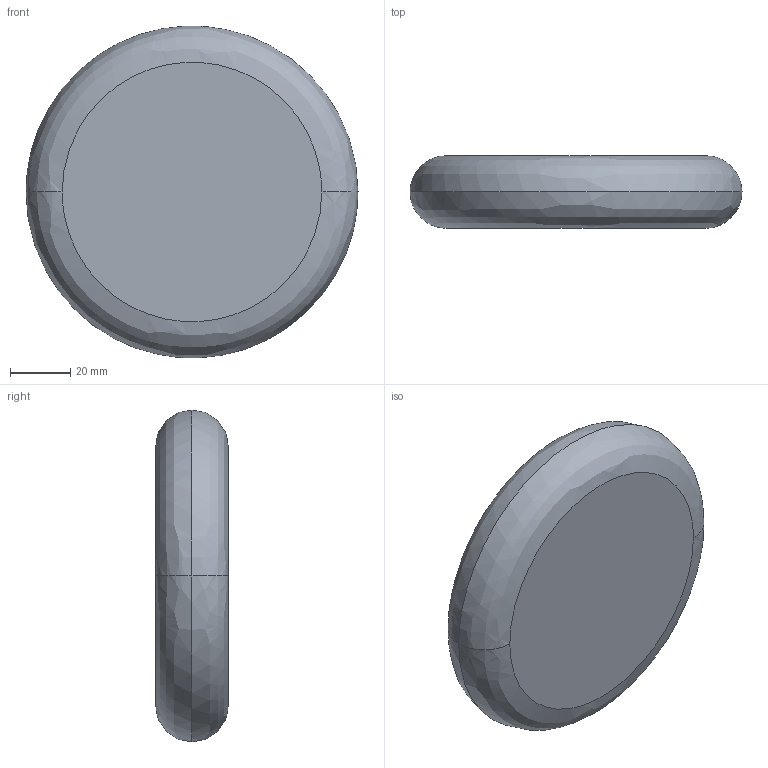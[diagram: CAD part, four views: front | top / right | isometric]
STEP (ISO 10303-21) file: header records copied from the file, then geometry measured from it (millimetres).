
FILE_DESCRIPTION(/* description */ (''),/* implementation_level */ '2;1');
FILE_NAME(/* name */ '1SU1EH~C',/* time_stamp */ '2013-12-27T16:03:47+01:00',/* author */ (''),/* organization */ (''),/* preprocessor_version */ 'ST-DEVELOPER v15',/* originating_system */ '',/* authorisation */ '');
FILE_SCHEMA (('AUTOMOTIVE_DESIGN'));
Length unit declared in the file: millimetre
Products named in the file (1): Document
Bounding box: 110 x 24 x 109.87 mm (x, y, z)
Volume: 207958 mm3; surface area: 23651.3 mm2
Topology: 1 solids, 1 shells, 6 faces, 10 edges, 6 vertices
Faces by surface type: bspline 4, plane 2
Entity records: 317 total; most frequent: CARTESIAN_POINT 232, ORIENTED_EDGE 20, EDGE_CURVE 10, ADVANCED_FACE 6, FACE_OUTER_BOUND 6, EDGE_LOOP 6, VERTEX_POINT 6, DIRECTION 6
